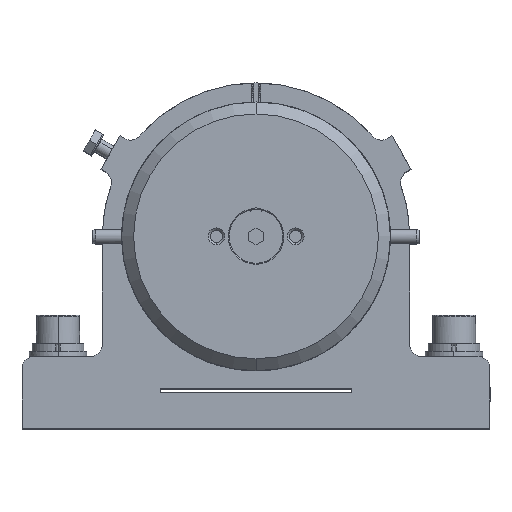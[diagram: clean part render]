
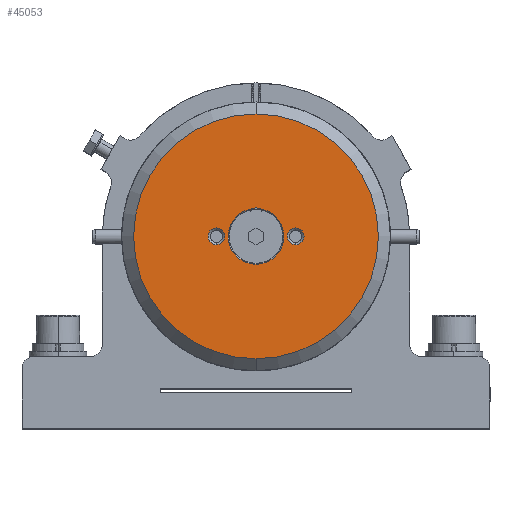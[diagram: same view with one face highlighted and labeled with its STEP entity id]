
A CAD part, top view. The second image highlights one B-rep face of the part: STEP entity #45053.
In plain terms, the highlighted planar face has unit normal (0, 0, 1).
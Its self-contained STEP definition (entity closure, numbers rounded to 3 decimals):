
#1191 = ORIENTED_EDGE ( 'NONE', *, *, #57147, .T. ) ;
#1731 = EDGE_CURVE ( 'NONE', #7964, #28397, #25631, .T. ) ;
#2983 = EDGE_CURVE ( 'NONE', #23552, #76765, #36429, .T. ) ;
#4749 = EDGE_CURVE ( 'NONE', #76765, #90938, #68031, .T. ) ;
#7312 = DIRECTION ( 'NONE',  ( 0., 0., 1. ) ) ;
#7467 = ORIENTED_EDGE ( 'NONE', *, *, #34574, .T. ) ;
#7523 = DIRECTION ( 'NONE',  ( 0., 1., 0. ) ) ;
#7964 = VERTEX_POINT ( 'NONE', #105876 ) ;
#9500 = AXIS2_PLACEMENT_3D ( 'NONE', #42684, #59539, #109018 ) ;
#10405 = CARTESIAN_POINT ( 'NONE',  ( 0., 76.9, 175.5 ) ) ;
#10600 = DIRECTION ( 'NONE',  ( 0., -1., 0. ) ) ;
#10989 = CIRCLE ( 'NONE', #64799, 3.5 ) ;
#12375 = EDGE_LOOP ( 'NONE', ( #19868, #104951 ) ) ;
#13250 = DIRECTION ( 'NONE',  ( 0., -1., 0. ) ) ;
#13419 = CIRCLE ( 'NONE', #56470, 51. ) ;
#15806 = FACE_OUTER_BOUND ( 'NONE', #22029, .T. ) ;
#19868 = ORIENTED_EDGE ( 'NONE', *, *, #23402, .F. ) ;
#20622 = CARTESIAN_POINT ( 'NONE',  ( -1.317, 76.525, 175.5 ) ) ;
#21009 = PLANE ( 'NONE',  #71811 ) ;
#22029 = EDGE_LOOP ( 'NONE', ( #1191, #30287 ) ) ;
#23402 = EDGE_CURVE ( 'NONE', #99439, #94718, #88633, .T. ) ;
#23552 = VERTEX_POINT ( 'NONE', #10405 ) ;
#25631 = CIRCLE ( 'NONE', #9500, 3.5 ) ;
#26980 = CARTESIAN_POINT ( 'NONE',  ( 0., 14., 175.5 ) ) ;
#28397 = VERTEX_POINT ( 'NONE', #79989 ) ;
#29166 = DIRECTION ( 'NONE',  ( 0., 0., -1. ) ) ;
#29660 = EDGE_LOOP ( 'NONE', ( #7467, #103934, #63799, #54164 ) ) ;
#29669 = DIRECTION ( 'NONE',  ( 0., 1., 0. ) ) ;
#30287 = ORIENTED_EDGE ( 'NONE', *, *, #71535, .T. ) ;
#33936 = AXIS2_PLACEMENT_3D ( 'NONE', #74713, #56190, #90477 ) ;
#34574 = EDGE_CURVE ( 'NONE', #73141, #23552, #102993, .T. ) ;
#34839 = AXIS2_PLACEMENT_3D ( 'NONE', #37335, #87931, #72160 ) ;
#36025 = CARTESIAN_POINT ( 'NONE',  ( 0., 53.4, 175.5 ) ) ;
#36429 = CIRCLE ( 'NONE', #101028, 2.5 ) ;
#36436 = CARTESIAN_POINT ( 'NONE',  ( 0., 65., 175.5 ) ) ;
#37335 = CARTESIAN_POINT ( 'NONE',  ( 16.5, 65., 175.5 ) ) ;
#38151 = DIRECTION ( 'NONE',  ( 0., 1., 0. ) ) ;
#39237 = CARTESIAN_POINT ( 'NONE',  ( 0., 116., 175.5 ) ) ;
#42131 = DIRECTION ( 'NONE',  ( 0., -1., 0. ) ) ;
#42684 = CARTESIAN_POINT ( 'NONE',  ( -16.5, 65., 175.5 ) ) ;
#44469 = ORIENTED_EDGE ( 'NONE', *, *, #86413, .F. ) ;
#45053 = ADVANCED_FACE ( 'NONE', ( #63715, #55839, #90119, #15806 ), #21009, .T. ) ;
#46300 = DIRECTION ( 'NONE',  ( 0., 0., 1. ) ) ;
#46417 = CIRCLE ( 'NONE', #33936, 11.6 ) ;
#47505 = DIRECTION ( 'NONE',  ( 0., 0., 1. ) ) ;
#49089 = VERTEX_POINT ( 'NONE', #26980 ) ;
#50274 = CARTESIAN_POINT ( 'NONE',  ( 1.317, 76.525, 175.5 ) ) ;
#54164 = ORIENTED_EDGE ( 'NONE', *, *, #91151, .T. ) ;
#55839 = FACE_BOUND ( 'NONE', #12375, .T. ) ;
#56190 = DIRECTION ( 'NONE',  ( 0., 0., -1. ) ) ;
#56470 = AXIS2_PLACEMENT_3D ( 'NONE', #64360, #47505, #13250 ) ;
#57147 = EDGE_CURVE ( 'NONE', #98296, #49089, #82520, .T. ) ;
#58485 = EDGE_LOOP ( 'NONE', ( #97279, #44469 ) ) ;
#58647 = DIRECTION ( 'NONE',  ( 0., 0., -1. ) ) ;
#59539 = DIRECTION ( 'NONE',  ( 0., 0., 1. ) ) ;
#63715 = FACE_BOUND ( 'NONE', #29660, .T. ) ;
#63799 = ORIENTED_EDGE ( 'NONE', *, *, #4749, .T. ) ;
#63948 = DIRECTION ( 'NONE',  ( 0., 0., -1. ) ) ;
#64360 = CARTESIAN_POINT ( 'NONE',  ( 0., 65., 175.5 ) ) ;
#64799 = AXIS2_PLACEMENT_3D ( 'NONE', #87384, #87939, #78399 ) ;
#68031 = CIRCLE ( 'NONE', #91373, 11.6 ) ;
#71535 = EDGE_CURVE ( 'NONE', #49089, #98296, #13419, .T. ) ;
#71811 = AXIS2_PLACEMENT_3D ( 'NONE', #100661, #46300, #109621 ) ;
#72160 = DIRECTION ( 'NONE',  ( 0., -1., 0. ) ) ;
#72981 = CARTESIAN_POINT ( 'NONE',  ( 0., 74.4, 175.5 ) ) ;
#73141 = VERTEX_POINT ( 'NONE', #20622 ) ;
#74713 = CARTESIAN_POINT ( 'NONE',  ( 0., 65., 175.5 ) ) ;
#76765 = VERTEX_POINT ( 'NONE', #50274 ) ;
#77065 = AXIS2_PLACEMENT_3D ( 'NONE', #36436, #79144, #10600 ) ;
#78399 = DIRECTION ( 'NONE',  ( 0., -1., 0. ) ) ;
#79144 = DIRECTION ( 'NONE',  ( 0., 0., 1. ) ) ;
#79989 = CARTESIAN_POINT ( 'NONE',  ( -16.5, 68.5, 175.5 ) ) ;
#81366 = CARTESIAN_POINT ( 'NONE',  ( 0., 74.4, 175.5 ) ) ;
#82520 = CIRCLE ( 'NONE', #77065, 51. ) ;
#84286 = CARTESIAN_POINT ( 'NONE',  ( 16.5, 65., 175.5 ) ) ;
#86413 = EDGE_CURVE ( 'NONE', #28397, #7964, #10989, .T. ) ;
#87384 = CARTESIAN_POINT ( 'NONE',  ( -16.5, 65., 175.5 ) ) ;
#87931 = DIRECTION ( 'NONE',  ( 0., 0., 1. ) ) ;
#87939 = DIRECTION ( 'NONE',  ( 0., 0., 1. ) ) ;
#88633 = CIRCLE ( 'NONE', #34839, 3.5 ) ;
#88850 = EDGE_CURVE ( 'NONE', #94718, #99439, #102030, .T. ) ;
#90119 = FACE_BOUND ( 'NONE', #58485, .T. ) ;
#90397 = AXIS2_PLACEMENT_3D ( 'NONE', #72981, #29166, #38151 ) ;
#90477 = DIRECTION ( 'NONE',  ( 0., 1., 0. ) ) ;
#90938 = VERTEX_POINT ( 'NONE', #36025 ) ;
#91151 = EDGE_CURVE ( 'NONE', #90938, #73141, #46417, .T. ) ;
#91373 = AXIS2_PLACEMENT_3D ( 'NONE', #99705, #58647, #7523 ) ;
#94718 = VERTEX_POINT ( 'NONE', #100865 ) ;
#97279 = ORIENTED_EDGE ( 'NONE', *, *, #1731, .F. ) ;
#98296 = VERTEX_POINT ( 'NONE', #39237 ) ;
#99439 = VERTEX_POINT ( 'NONE', #103784 ) ;
#99705 = CARTESIAN_POINT ( 'NONE',  ( 0., 65., 175.5 ) ) ;
#100278 = AXIS2_PLACEMENT_3D ( 'NONE', #84286, #7312, #42131 ) ;
#100661 = CARTESIAN_POINT ( 'NONE',  ( 0., 65., 175.5 ) ) ;
#100865 = CARTESIAN_POINT ( 'NONE',  ( 16.5, 68.5, 175.5 ) ) ;
#101028 = AXIS2_PLACEMENT_3D ( 'NONE', #81366, #63948, #29669 ) ;
#102030 = CIRCLE ( 'NONE', #100278, 3.5 ) ;
#102993 = CIRCLE ( 'NONE', #90397, 2.5 ) ;
#103784 = CARTESIAN_POINT ( 'NONE',  ( 16.5, 61.5, 175.5 ) ) ;
#103934 = ORIENTED_EDGE ( 'NONE', *, *, #2983, .T. ) ;
#104951 = ORIENTED_EDGE ( 'NONE', *, *, #88850, .F. ) ;
#105876 = CARTESIAN_POINT ( 'NONE',  ( -16.5, 61.5, 175.5 ) ) ;
#109018 = DIRECTION ( 'NONE',  ( 0., -1., 0. ) ) ;
#109621 = DIRECTION ( 'NONE',  ( 0., -1., 0. ) ) ;
